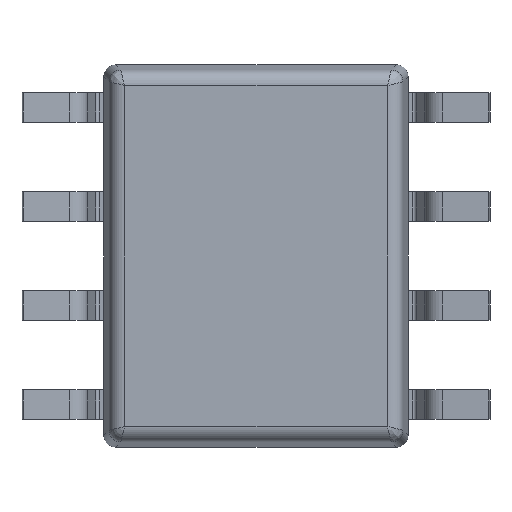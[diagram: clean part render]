
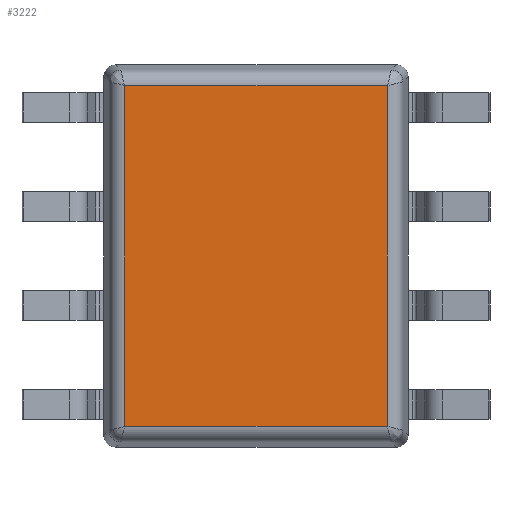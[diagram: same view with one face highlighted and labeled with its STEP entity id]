
A CAD part, front view. The second image highlights one B-rep face of the part: STEP entity #3222.
In plain terms, the highlighted planar face has unit normal (0, -1, 0).
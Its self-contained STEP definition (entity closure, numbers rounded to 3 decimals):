
#109 = ORIENTED_EDGE ( 'NONE', *, *, #1537, .T. ) ;
#435 = ORIENTED_EDGE ( 'NONE', *, *, #718, .T. ) ;
#470 = CARTESIAN_POINT ( 'NONE',  ( 1.685, 0.25, -2.185 ) ) ;
#638 = LINE ( 'NONE', #3299, #3930 ) ;
#691 = VERTEX_POINT ( 'NONE', #3232 ) ;
#718 = EDGE_CURVE ( 'NONE', #3006, #3801, #4073, .T. ) ;
#744 = VECTOR ( 'NONE', #3592, 1000. ) ;
#1143 = LINE ( 'NONE', #3087, #2808 ) ;
#1276 = CARTESIAN_POINT ( 'NONE',  ( -1.71, 0.25, 2.185 ) ) ;
#1280 = EDGE_LOOP ( 'NONE', ( #435, #3533, #1720, #109 ) ) ;
#1505 = DIRECTION ( 'NONE',  ( 1., 0., 0. ) ) ;
#1537 = EDGE_CURVE ( 'NONE', #2239, #3006, #638, .T. ) ;
#1581 = LINE ( 'NONE', #3838, #3340 ) ;
#1720 = ORIENTED_EDGE ( 'NONE', *, *, #4404, .T. ) ;
#1934 = CARTESIAN_POINT ( 'NONE',  ( 0., 0.25, 0. ) ) ;
#2092 = CARTESIAN_POINT ( 'NONE',  ( -1.685, 0.25, 2.185 ) ) ;
#2239 = VERTEX_POINT ( 'NONE', #470 ) ;
#2668 = FACE_OUTER_BOUND ( 'NONE', #1280, .T. ) ;
#2780 = DIRECTION ( 'NONE',  ( 0., 0., -1. ) ) ;
#2808 = VECTOR ( 'NONE', #3485, 1000. ) ;
#3006 = VERTEX_POINT ( 'NONE', #3756 ) ;
#3087 = CARTESIAN_POINT ( 'NONE',  ( -1.685, 0.25, -2.21 ) ) ;
#3222 = ADVANCED_FACE ( 'NONE', ( #2668 ), #3917, .T. ) ;
#3232 = CARTESIAN_POINT ( 'NONE',  ( -1.685, 0.25, -2.185 ) ) ;
#3299 = CARTESIAN_POINT ( 'NONE',  ( 1.685, 0.25, 2.21 ) ) ;
#3340 = VECTOR ( 'NONE', #1505, 1000. ) ;
#3485 = DIRECTION ( 'NONE',  ( 0., 0., -1. ) ) ;
#3509 = EDGE_CURVE ( 'NONE', #3801, #691, #1143, .T. ) ;
#3533 = ORIENTED_EDGE ( 'NONE', *, *, #3509, .T. ) ;
#3553 = DIRECTION ( 'NONE',  ( 0., -1., 0. ) ) ;
#3592 = DIRECTION ( 'NONE',  ( -1., 0., 0. ) ) ;
#3733 = DIRECTION ( 'NONE',  ( 0., 0., 1. ) ) ;
#3756 = CARTESIAN_POINT ( 'NONE',  ( 1.685, 0.25, 2.185 ) ) ;
#3801 = VERTEX_POINT ( 'NONE', #2092 ) ;
#3838 = CARTESIAN_POINT ( 'NONE',  ( 1.71, 0.25, -2.185 ) ) ;
#3917 = PLANE ( 'NONE',  #4195 ) ;
#3930 = VECTOR ( 'NONE', #3733, 1000. ) ;
#4073 = LINE ( 'NONE', #1276, #744 ) ;
#4195 = AXIS2_PLACEMENT_3D ( 'NONE', #1934, #3553, #2780 ) ;
#4404 = EDGE_CURVE ( 'NONE', #691, #2239, #1581, .T. ) ;
